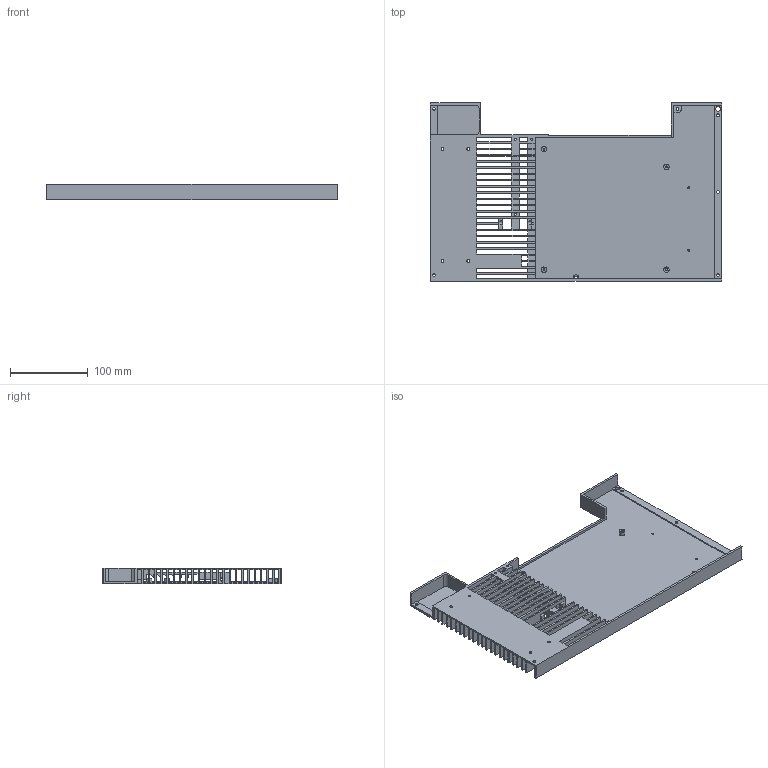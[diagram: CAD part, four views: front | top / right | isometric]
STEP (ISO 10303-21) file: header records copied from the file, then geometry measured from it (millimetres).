
FILE_DESCRIPTION(('FreeCAD Model'),'2;1');
FILE_NAME('Open CASCADE Shape Model','2024-12-22T15:56:32',('Author'),( ''),'Open CASCADE STEP processor 7.8','FreeCAD','Unknown');
FILE_SCHEMA(('AUTOMOTIVE_DESIGN { 1 0 10303 214 1 1 1 1 }'));
Length unit declared in the file: millimetre
Products named in the file (1): Body006
Bounding box: 375 x 229.5 x 20 mm (x, y, z)
Volume: 255149.3 mm3; surface area: 269837.1 mm2
Topology: 1 solids, 1 shells, 344 faces, 1170 edges, 768 vertices
Faces by surface type: plane 300, cylinder 38, cone 6
Full cylindrical faces by diameter (mm): 2.5 x9, 3.5 x11, 6 x1, 7 x4
Entity records: 12704 total; most frequent: ORIENTED_EDGE 2340, CARTESIAN_POINT 2285, DIRECTION 1960, EDGE_CURVE 1170, LINE 1066, VECTOR 1066, VERTEX_POINT 768, AXIS2_PLACEMENT_3D 447
